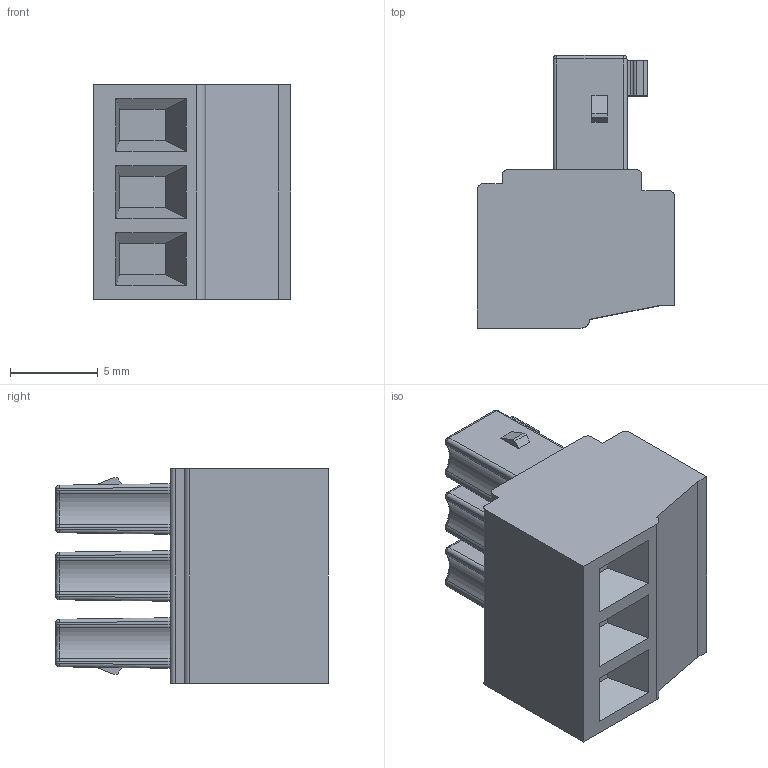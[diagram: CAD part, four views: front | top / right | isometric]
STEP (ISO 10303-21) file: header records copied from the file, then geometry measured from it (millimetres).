
FILE_DESCRIPTION (( 'STEP AP214' ), '1' );
FILE_NAME ('CUI_DEVICES_TBP02P1-381-03BK.step', '2019-10-22T03:05:18', ( '' ), ( '' ), 'SwSTEP 2.0', 'SolidWorks 2019', '' );
FILE_SCHEMA (( 'AUTOMOTIVE_DESIGN' ));
Length unit declared in the file: millimetre
Products named in the file (1): CUI_DEVICES_TBP02P1-381-03BK
Bounding box: 11.2 x 15.5 x 12.22 mm (x, y, z)
Volume: 1268.7 mm3; surface area: 1060.2 mm2
Topology: 1 solids, 1 shells, 207 faces, 518 edges, 318 vertices
Faces by surface type: plane 100, cylinder 77, bspline 24, cone 6
Entity records: 6933 total; most frequent: CARTESIAN_POINT 2151, ORIENTED_EDGE 1012, DIRECTION 814, EDGE_CURVE 506, VERTEX_POINT 318, VECTOR 312, LINE 312, AXIS2_PLACEMENT_3D 251
